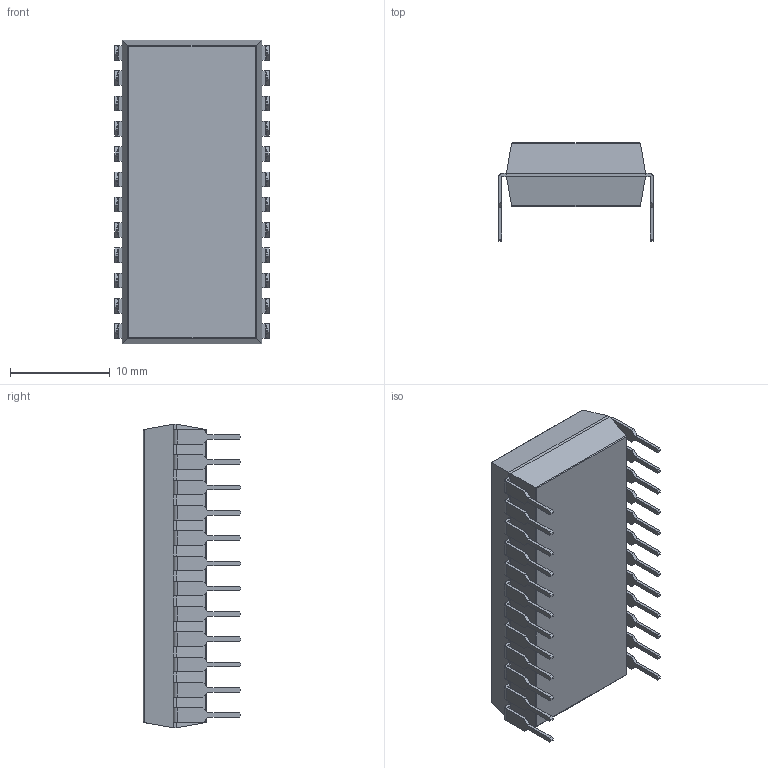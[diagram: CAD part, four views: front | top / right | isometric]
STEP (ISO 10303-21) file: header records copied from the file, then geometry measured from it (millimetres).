
FILE_DESCRIPTION (( 'STEP AP214' ), '1' );
FILE_NAME ('DIP24-600.step', '2011-03-01T19:54:43', ( 'iLLuSioN' ), ( 'Home' ), 'SwSTEP 2.0', 'SolidWorks 2009', '' );
FILE_SCHEMA (( 'AUTOMOTIVE_DESIGN' ));
Length unit declared in the file: millimetre
Products named in the file (1): DIP24-600
Bounding box: 15.54 x 9.8 x 30.48 mm (x, y, z)
Volume: 2611.8 mm3; surface area: 1741.5 mm2
Topology: 1 solids, 1 shells, 410 faces, 1112 edges, 704 vertices
Faces by surface type: plane 351, cylinder 59
Entity records: 17139 total; most frequent: CARTESIAN_POINT 2287, ORIENTED_EDGE 2224, DIRECTION 2022, EDGE_CURVE 1112, LINE 1000, VECTOR 1000, VERTEX_POINT 704, AXIS2_PLACEMENT_3D 511
